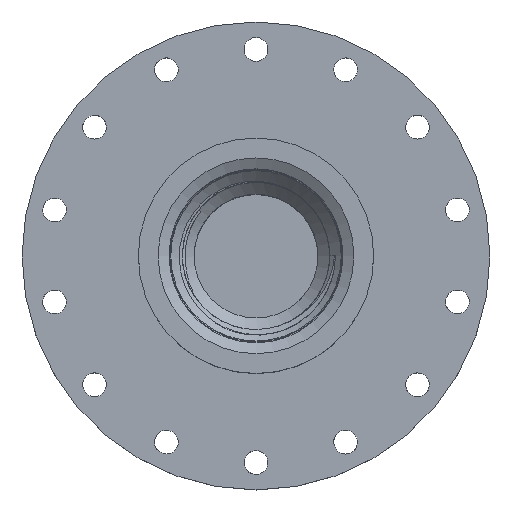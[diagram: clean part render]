
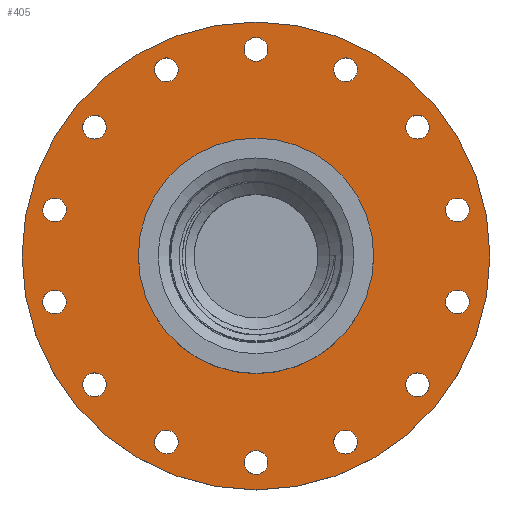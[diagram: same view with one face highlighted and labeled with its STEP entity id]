
A CAD part, top view. The second image highlights one B-rep face of the part: STEP entity #405.
In plain terms, the highlighted planar face has unit normal (0, 0, 1).
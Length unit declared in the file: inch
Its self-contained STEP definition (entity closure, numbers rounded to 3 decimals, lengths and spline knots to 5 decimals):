
#51=PLANE('',#1933);
#188=FACE_BOUND('',#730,.T.);
#189=FACE_BOUND('',#731,.T.);
#190=FACE_BOUND('',#732,.T.);
#191=FACE_BOUND('',#733,.T.);
#192=FACE_BOUND('',#734,.T.);
#193=FACE_BOUND('',#735,.T.);
#194=FACE_BOUND('',#736,.T.);
#195=FACE_BOUND('',#737,.T.);
#196=FACE_BOUND('',#738,.T.);
#197=FACE_BOUND('',#739,.T.);
#198=FACE_BOUND('',#740,.T.);
#199=FACE_BOUND('',#741,.T.);
#200=FACE_BOUND('',#742,.T.);
#201=FACE_BOUND('',#743,.T.);
#202=FACE_BOUND('',#744,.T.);
#203=FACE_BOUND('',#745,.T.);
#405=ADVANCED_FACE('',(#188,#189,#190,#191,#192,#193,#194,#195,#196,#197,
#198,#199,#200,#201,#202,#203),#51,.F.);
#730=EDGE_LOOP('',(#1149));
#731=EDGE_LOOP('',(#1150));
#732=EDGE_LOOP('',(#1151));
#733=EDGE_LOOP('',(#1152));
#734=EDGE_LOOP('',(#1153));
#735=EDGE_LOOP('',(#1154));
#736=EDGE_LOOP('',(#1155));
#737=EDGE_LOOP('',(#1156));
#738=EDGE_LOOP('',(#1157));
#739=EDGE_LOOP('',(#1158));
#740=EDGE_LOOP('',(#1159));
#741=EDGE_LOOP('',(#1160));
#742=EDGE_LOOP('',(#1161));
#743=EDGE_LOOP('',(#1162));
#744=EDGE_LOOP('',(#1163));
#745=EDGE_LOOP('',(#1164));
#957=CIRCLE('',#1917,0.742);
#958=CIRCLE('',#1918,0.075);
#959=CIRCLE('',#1919,0.075);
#960=CIRCLE('',#1920,0.075);
#961=CIRCLE('',#1921,0.075);
#962=CIRCLE('',#1922,0.075);
#963=CIRCLE('',#1923,0.075);
#964=CIRCLE('',#1924,0.075);
#965=CIRCLE('',#1925,0.075);
#966=CIRCLE('',#1926,0.075);
#967=CIRCLE('',#1927,0.075);
#968=CIRCLE('',#1928,0.075);
#969=CIRCLE('',#1929,0.075);
#970=CIRCLE('',#1930,0.075);
#971=CIRCLE('',#1931,0.075);
#972=CIRCLE('',#1932,1.475);
#1149=ORIENTED_EDGE('',*,*,#1712,.F.);
#1150=ORIENTED_EDGE('',*,*,#1713,.F.);
#1151=ORIENTED_EDGE('',*,*,#1714,.F.);
#1152=ORIENTED_EDGE('',*,*,#1715,.F.);
#1153=ORIENTED_EDGE('',*,*,#1716,.F.);
#1154=ORIENTED_EDGE('',*,*,#1717,.F.);
#1155=ORIENTED_EDGE('',*,*,#1718,.F.);
#1156=ORIENTED_EDGE('',*,*,#1719,.F.);
#1157=ORIENTED_EDGE('',*,*,#1720,.F.);
#1158=ORIENTED_EDGE('',*,*,#1721,.F.);
#1159=ORIENTED_EDGE('',*,*,#1722,.F.);
#1160=ORIENTED_EDGE('',*,*,#1723,.F.);
#1161=ORIENTED_EDGE('',*,*,#1724,.F.);
#1162=ORIENTED_EDGE('',*,*,#1725,.F.);
#1163=ORIENTED_EDGE('',*,*,#1726,.F.);
#1164=ORIENTED_EDGE('',*,*,#1727,.F.);
#1527=VERTEX_POINT('',#9901);
#1528=VERTEX_POINT('',#9903);
#1529=VERTEX_POINT('',#9905);
#1530=VERTEX_POINT('',#9907);
#1531=VERTEX_POINT('',#9909);
#1532=VERTEX_POINT('',#9911);
#1533=VERTEX_POINT('',#9913);
#1534=VERTEX_POINT('',#9915);
#1535=VERTEX_POINT('',#9917);
#1536=VERTEX_POINT('',#9919);
#1537=VERTEX_POINT('',#9921);
#1538=VERTEX_POINT('',#9923);
#1539=VERTEX_POINT('',#9925);
#1540=VERTEX_POINT('',#9927);
#1541=VERTEX_POINT('',#9929);
#1542=VERTEX_POINT('',#9931);
#1712=EDGE_CURVE('',#1527,#1527,#957,.T.);
#1713=EDGE_CURVE('',#1528,#1528,#958,.T.);
#1714=EDGE_CURVE('',#1529,#1529,#959,.T.);
#1715=EDGE_CURVE('',#1530,#1530,#960,.T.);
#1716=EDGE_CURVE('',#1531,#1531,#961,.T.);
#1717=EDGE_CURVE('',#1532,#1532,#962,.T.);
#1718=EDGE_CURVE('',#1533,#1533,#963,.T.);
#1719=EDGE_CURVE('',#1534,#1534,#964,.T.);
#1720=EDGE_CURVE('',#1535,#1535,#965,.T.);
#1721=EDGE_CURVE('',#1536,#1536,#966,.T.);
#1722=EDGE_CURVE('',#1537,#1537,#967,.T.);
#1723=EDGE_CURVE('',#1538,#1538,#968,.T.);
#1724=EDGE_CURVE('',#1539,#1539,#969,.T.);
#1725=EDGE_CURVE('',#1540,#1540,#970,.T.);
#1726=EDGE_CURVE('',#1541,#1541,#971,.T.);
#1727=EDGE_CURVE('',#1542,#1542,#972,.T.);
#1917=AXIS2_PLACEMENT_3D('',#9900,#2089,#2090);
#1918=AXIS2_PLACEMENT_3D('',#9902,#2091,#2092);
#1919=AXIS2_PLACEMENT_3D('',#9904,#2093,#2094);
#1920=AXIS2_PLACEMENT_3D('',#9906,#2095,#2096);
#1921=AXIS2_PLACEMENT_3D('',#9908,#2097,#2098);
#1922=AXIS2_PLACEMENT_3D('',#9910,#2099,#2100);
#1923=AXIS2_PLACEMENT_3D('',#9912,#2101,#2102);
#1924=AXIS2_PLACEMENT_3D('',#9914,#2103,#2104);
#1925=AXIS2_PLACEMENT_3D('',#9916,#2105,#2106);
#1926=AXIS2_PLACEMENT_3D('',#9918,#2107,#2108);
#1927=AXIS2_PLACEMENT_3D('',#9920,#2109,#2110);
#1928=AXIS2_PLACEMENT_3D('',#9922,#2111,#2112);
#1929=AXIS2_PLACEMENT_3D('',#9924,#2113,#2114);
#1930=AXIS2_PLACEMENT_3D('',#9926,#2115,#2116);
#1931=AXIS2_PLACEMENT_3D('',#9928,#2117,#2118);
#1932=AXIS2_PLACEMENT_3D('',#9930,#2119,#2120);
#1933=AXIS2_PLACEMENT_3D('',#9932,#2121,#2122);
#2089=DIRECTION('',(0.,0.,1.));
#2090=DIRECTION('',(-1.,0.,0.));
#2091=DIRECTION('',(0.,0.,1.));
#2092=DIRECTION('',(0.309,-0.951,0.));
#2093=DIRECTION('',(0.,0.,1.));
#2094=DIRECTION('',(1.,0.,0.));
#2095=DIRECTION('',(0.,0.,1.));
#2096=DIRECTION('',(-0.309,-0.951,0.));
#2097=DIRECTION('',(0.,0.,1.));
#2098=DIRECTION('',(0.809,0.588,0.));
#2099=DIRECTION('',(0.,0.,1.));
#2100=DIRECTION('',(-0.707,-0.707,0.));
#2101=DIRECTION('',(0.,0.,1.));
#2102=DIRECTION('',(0.,-1.,0.));
#2103=DIRECTION('',(0.,0.,1.));
#2104=DIRECTION('',(0.809,-0.588,0.));
#2105=DIRECTION('',(0.,0.,1.));
#2106=DIRECTION('',(0.383,-0.924,0.));
#2107=DIRECTION('',(0.,0.,1.));
#2108=DIRECTION('',(-0.809,0.588,0.));
#2109=DIRECTION('',(0.,0.,1.));
#2110=DIRECTION('',(-0.309,0.951,0.));
#2111=DIRECTION('',(0.,0.,1.));
#2112=DIRECTION('',(0.309,0.951,0.));
#2113=DIRECTION('',(0.,0.,1.));
#2114=DIRECTION('',(-1.,0.,0.));
#2115=DIRECTION('',(0.,0.,1.));
#2116=DIRECTION('',(-0.809,-0.588,0.));
#2117=DIRECTION('',(0.,0.,1.));
#2118=DIRECTION('',(-0.383,-0.924,0.));
#2119=DIRECTION('',(0.,0.,-1.));
#2120=DIRECTION('',(-1.,0.,0.));
#2121=DIRECTION('',(0.,0.,-1.));
#2122=DIRECTION('',(-1.,0.,0.));
#9900=CARTESIAN_POINT('',(0.,0.,11.17854));
#9901=CARTESIAN_POINT('',(-0.742,0.,11.17854));
#9902=CARTESIAN_POINT('',(0.56513,-1.17351,11.17854));
#9903=CARTESIAN_POINT('',(0.58831,-1.24484,11.17854));
#9904=CARTESIAN_POINT('',(0.,1.3025,11.17854));
#9905=CARTESIAN_POINT('',(0.075,1.3025,11.17854));
#9906=CARTESIAN_POINT('',(0.,-1.3025,11.17854));
#9907=CARTESIAN_POINT('',(-0.02318,-1.37383,11.17854));
#9908=CARTESIAN_POINT('',(-0.56513,1.17351,11.17854));
#9909=CARTESIAN_POINT('',(-0.50446,1.2176,11.17854));
#9910=CARTESIAN_POINT('',(1.26984,-0.28983,11.17854));
#9911=CARTESIAN_POINT('',(1.21681,-0.34287,11.17854));
#9912=CARTESIAN_POINT('',(1.01834,0.8121,11.17854));
#9913=CARTESIAN_POINT('',(1.01834,0.7371,11.17854));
#9914=CARTESIAN_POINT('',(1.01834,-0.8121,11.17854));
#9915=CARTESIAN_POINT('',(1.07901,-0.85618,11.17854));
#9916=CARTESIAN_POINT('',(0.56513,1.17351,11.17854));
#9917=CARTESIAN_POINT('',(0.59383,1.10422,11.17854));
#9918=CARTESIAN_POINT('',(-1.26984,-0.28983,11.17854));
#9919=CARTESIAN_POINT('',(-1.33052,-0.24575,11.17854));
#9920=CARTESIAN_POINT('',(-1.26984,0.28983,11.17854));
#9921=CARTESIAN_POINT('',(-1.29302,0.36116,11.17854));
#9922=CARTESIAN_POINT('',(-1.01834,0.8121,11.17854));
#9923=CARTESIAN_POINT('',(-0.99516,0.88342,11.17854));
#9924=CARTESIAN_POINT('',(-1.01834,-0.8121,11.17854));
#9925=CARTESIAN_POINT('',(-1.09334,-0.8121,11.17854));
#9926=CARTESIAN_POINT('',(-0.56513,-1.17351,11.17854));
#9927=CARTESIAN_POINT('',(-0.62581,-1.2176,11.17854));
#9928=CARTESIAN_POINT('',(1.26984,0.28983,11.17854));
#9929=CARTESIAN_POINT('',(1.24114,0.22054,11.17854));
#9930=CARTESIAN_POINT('',(0.,0.,11.17854));
#9931=CARTESIAN_POINT('',(-1.475,0.,11.17854));
#9932=CARTESIAN_POINT('',(0.,0.39,11.17854));
